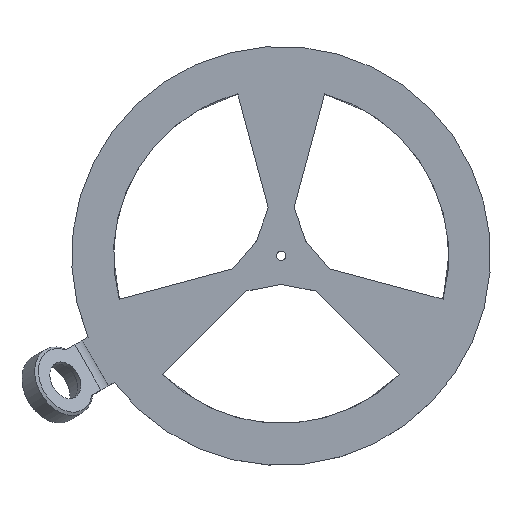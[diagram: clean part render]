
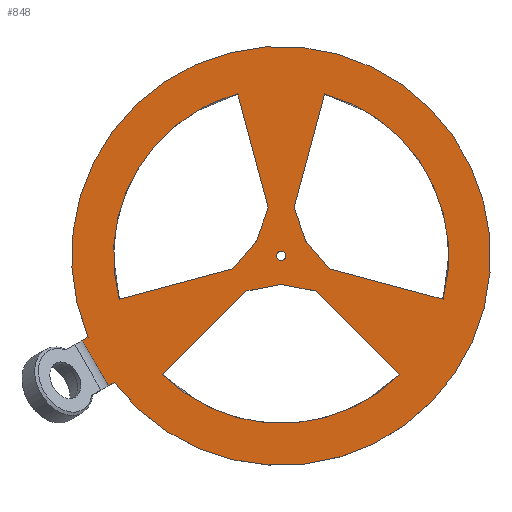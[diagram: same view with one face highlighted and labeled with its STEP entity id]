
A CAD part, top view. The second image highlights one B-rep face of the part: STEP entity #848.
In plain terms, the highlighted planar face has unit normal (0, 0, 1).
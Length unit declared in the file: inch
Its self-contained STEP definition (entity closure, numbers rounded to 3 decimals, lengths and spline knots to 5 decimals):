
#27=FACE_BOUND('',#146,.T.);
#28=FACE_BOUND('',#147,.T.);
#29=FACE_BOUND('',#148,.T.);
#30=FACE_BOUND('',#149,.T.);
#56=PLANE('',#943);
#97=FACE_OUTER_BOUND('',#145,.T.);
#145=EDGE_LOOP('',(#754,#755,#756,#757));
#146=EDGE_LOOP('',(#758));
#147=EDGE_LOOP('',(#759,#760,#761,#762,#763,#764,#765));
#148=EDGE_LOOP('',(#766,#767,#768,#769,#770,#771));
#149=EDGE_LOOP('',(#772,#773,#774,#775,#776,#777));
#165=LINE('',#1239,#243);
#179=LINE('',#1305,#257);
#189=LINE('',#1339,#267);
#192=LINE('',#1345,#270);
#194=LINE('',#1350,#272);
#198=LINE('',#1357,#276);
#201=LINE('',#1363,#279);
#203=LINE('',#1368,#281);
#207=LINE('',#1375,#285);
#210=LINE('',#1381,#288);
#211=LINE('',#1384,#289);
#219=LINE('',#1412,#297);
#220=LINE('',#1414,#298);
#222=LINE('',#1418,#300);
#224=LINE('',#1422,#302);
#243=VECTOR('',#980,0.3937);
#257=VECTOR('',#1048,0.3937);
#267=VECTOR('',#1078,0.3937);
#270=VECTOR('',#1083,0.3937);
#272=VECTOR('',#1087,0.3937);
#276=VECTOR('',#1093,0.3937);
#279=VECTOR('',#1098,0.3937);
#281=VECTOR('',#1102,0.3937);
#285=VECTOR('',#1108,0.3937);
#288=VECTOR('',#1113,0.3937);
#289=VECTOR('',#1116,0.3937);
#297=VECTOR('',#1148,0.3937);
#298=VECTOR('',#1151,0.3937);
#300=VECTOR('',#1157,0.3937);
#302=VECTOR('',#1163,0.3937);
#330=CIRCLE('',#901,0.04331);
#334=CIRCLE('',#907,0.276);
#336=CIRCLE('',#909,0.276);
#338=CIRCLE('',#911,0.276);
#340=CIRCLE('',#923,1.6);
#342=CIRCLE('',#925,1.6);
#344=CIRCLE('',#927,1.6);
#346=CIRCLE('',#929,1.6);
#347=CIRCLE('',#931,2.);
#367=VERTEX_POINT('',#1236);
#368=VERTEX_POINT('',#1238);
#382=VERTEX_POINT('',#1293);
#386=VERTEX_POINT('',#1302);
#387=VERTEX_POINT('',#1304);
#391=VERTEX_POINT('',#1314);
#393=VERTEX_POINT('',#1319);
#394=VERTEX_POINT('',#1321);
#397=VERTEX_POINT('',#1327);
#398=VERTEX_POINT('',#1329);
#401=VERTEX_POINT('',#1337);
#403=VERTEX_POINT('',#1343);
#405=VERTEX_POINT('',#1349);
#407=VERTEX_POINT('',#1355);
#409=VERTEX_POINT('',#1361);
#411=VERTEX_POINT('',#1367);
#413=VERTEX_POINT('',#1373);
#415=VERTEX_POINT('',#1379);
#416=VERTEX_POINT('',#1383);
#417=VERTEX_POINT('',#1387);
#419=VERTEX_POINT('',#1392);
#421=VERTEX_POINT('',#1397);
#423=VERTEX_POINT('',#1402);
#424=VERTEX_POINT('',#1406);
#450=EDGE_CURVE('',#368,#367,#165,.T.);
#475=EDGE_CURVE('',#382,#382,#330,.T.);
#480=EDGE_CURVE('',#386,#387,#179,.T.);
#486=EDGE_CURVE('',#386,#391,#334,.T.);
#489=EDGE_CURVE('',#394,#393,#336,.T.);
#493=EDGE_CURVE('',#398,#397,#338,.T.);
#498=EDGE_CURVE('',#401,#391,#189,.T.);
#501=EDGE_CURVE('',#401,#403,#192,.T.);
#503=EDGE_CURVE('',#398,#405,#194,.T.);
#507=EDGE_CURVE('',#407,#397,#198,.T.);
#510=EDGE_CURVE('',#407,#409,#201,.T.);
#512=EDGE_CURVE('',#394,#411,#203,.T.);
#516=EDGE_CURVE('',#413,#393,#207,.T.);
#519=EDGE_CURVE('',#413,#415,#210,.T.);
#520=EDGE_CURVE('',#367,#416,#211,.T.);
#523=EDGE_CURVE('',#409,#417,#340,.T.);
#526=EDGE_CURVE('',#415,#419,#342,.T.);
#529=EDGE_CURVE('',#403,#421,#344,.T.);
#532=EDGE_CURVE('',#417,#423,#346,.T.);
#533=EDGE_CURVE('',#424,#368,#347,.T.);
#536=EDGE_CURVE('',#416,#424,#219,.T.);
#537=EDGE_CURVE('',#405,#423,#220,.T.);
#539=EDGE_CURVE('',#411,#419,#222,.T.);
#541=EDGE_CURVE('',#387,#421,#224,.T.);
#754=ORIENTED_EDGE('',*,*,#520,.T.);
#755=ORIENTED_EDGE('',*,*,#536,.T.);
#756=ORIENTED_EDGE('',*,*,#533,.T.);
#757=ORIENTED_EDGE('',*,*,#450,.T.);
#758=ORIENTED_EDGE('',*,*,#475,.T.);
#759=ORIENTED_EDGE('',*,*,#503,.F.);
#760=ORIENTED_EDGE('',*,*,#493,.T.);
#761=ORIENTED_EDGE('',*,*,#507,.F.);
#762=ORIENTED_EDGE('',*,*,#510,.T.);
#763=ORIENTED_EDGE('',*,*,#523,.T.);
#764=ORIENTED_EDGE('',*,*,#532,.T.);
#765=ORIENTED_EDGE('',*,*,#537,.F.);
#766=ORIENTED_EDGE('',*,*,#489,.T.);
#767=ORIENTED_EDGE('',*,*,#516,.F.);
#768=ORIENTED_EDGE('',*,*,#519,.T.);
#769=ORIENTED_EDGE('',*,*,#526,.T.);
#770=ORIENTED_EDGE('',*,*,#539,.F.);
#771=ORIENTED_EDGE('',*,*,#512,.F.);
#772=ORIENTED_EDGE('',*,*,#529,.T.);
#773=ORIENTED_EDGE('',*,*,#541,.F.);
#774=ORIENTED_EDGE('',*,*,#480,.F.);
#775=ORIENTED_EDGE('',*,*,#486,.T.);
#776=ORIENTED_EDGE('',*,*,#498,.F.);
#777=ORIENTED_EDGE('',*,*,#501,.T.);
#848=ADVANCED_FACE('',(#97,#27,#28,#29,#30),#56,.T.);
#901=AXIS2_PLACEMENT_3D('',#1294,#1039,#1040);
#907=AXIS2_PLACEMENT_3D('',#1316,#1058,#1059);
#909=AXIS2_PLACEMENT_3D('',#1322,#1063,#1064);
#911=AXIS2_PLACEMENT_3D('',#1330,#1069,#1070);
#923=AXIS2_PLACEMENT_3D('',#1389,#1121,#1122);
#925=AXIS2_PLACEMENT_3D('',#1394,#1126,#1127);
#927=AXIS2_PLACEMENT_3D('',#1399,#1131,#1132);
#929=AXIS2_PLACEMENT_3D('',#1404,#1136,#1137);
#931=AXIS2_PLACEMENT_3D('',#1407,#1140,#1141);
#943=AXIS2_PLACEMENT_3D('',#1434,#1175,#1176);
#980=DIRECTION('',(-0.866,-0.5,0.));
#1039=DIRECTION('center_axis',(0.,0.,-1.));
#1040=DIRECTION('ref_axis',(-0.5,0.866,0.));
#1048=DIRECTION('',(0.651,-0.759,0.));
#1058=DIRECTION('center_axis',(0.,0.,1.));
#1059=DIRECTION('ref_axis',(0.5,-0.866,0.));
#1063=DIRECTION('center_axis',(0.,0.,1.));
#1064=DIRECTION('ref_axis',(0.5,-0.866,0.));
#1069=DIRECTION('center_axis',(0.,0.,1.));
#1070=DIRECTION('ref_axis',(0.5,-0.866,0.));
#1078=DIRECTION('',(0.332,-0.943,0.));
#1083=DIRECTION('',(0.259,0.966,0.));
#1087=DIRECTION('',(0.332,0.943,0.));
#1093=DIRECTION('',(0.651,0.759,0.));
#1098=DIRECTION('',(-0.966,-0.259,0.));
#1102=DIRECTION('',(-0.983,-0.184,0.));
#1108=DIRECTION('',(-0.983,0.184,0.));
#1113=DIRECTION('',(0.707,-0.707,0.));
#1116=DIRECTION('',(0.5,-0.866,0.));
#1121=DIRECTION('center_axis',(0.,0.,-1.));
#1122=DIRECTION('ref_axis',(0.5,-0.866,0.));
#1126=DIRECTION('center_axis',(0.,0.,-1.));
#1127=DIRECTION('ref_axis',(0.5,-0.866,0.));
#1131=DIRECTION('center_axis',(0.,0.,-1.));
#1132=DIRECTION('ref_axis',(0.5,-0.866,0.));
#1136=DIRECTION('center_axis',(0.,0.,-1.));
#1137=DIRECTION('ref_axis',(0.5,-0.866,0.));
#1140=DIRECTION('center_axis',(0.,0.,1.));
#1141=DIRECTION('ref_axis',(-0.797,-0.604,0.));
#1148=DIRECTION('',(0.866,0.5,0.));
#1151=DIRECTION('',(-0.259,0.966,0.));
#1157=DIRECTION('',(-0.707,-0.707,0.));
#1163=DIRECTION('',(0.966,-0.259,0.));
#1175=DIRECTION('center_axis',(0.,0.,1.));
#1176=DIRECTION('ref_axis',(0.5,-0.866,0.));
#1236=CARTESIAN_POINT('',(-1.90035,-0.80849,5.138));
#1238=CARTESIAN_POINT('',(-1.84347,-0.77565,5.138));
#1239=CARTESIAN_POINT('',(-1.84347,-0.77565,5.138));
#1293=CARTESIAN_POINT('',(0.02165,-0.03751,5.138));
#1294=CARTESIAN_POINT('Origin',(0.,0.,5.138));
#1302=CARTESIAN_POINT('',(0.24485,0.12738,5.138));
#1304=CARTESIAN_POINT('',(0.45978,-0.1232,5.138));
#1305=CARTESIAN_POINT('',(0.27816,0.08854,5.138));
#1314=CARTESIAN_POINT('',(0.23274,0.14835,5.138));
#1316=CARTESIAN_POINT('Origin',(0.,0.,
5.138));
#1319=CARTESIAN_POINT('',(0.01211,-0.27573,5.138));
#1321=CARTESIAN_POINT('',(-0.01211,-0.27573,5.138));
#1322=CARTESIAN_POINT('Origin',(0.,0.,
5.138));
#1327=CARTESIAN_POINT('',(-0.24485,0.12738,5.138));
#1329=CARTESIAN_POINT('',(-0.23274,0.14835,5.138));
#1330=CARTESIAN_POINT('Origin',(0.,0.,
5.138));
#1337=CARTESIAN_POINT('',(0.1232,0.45978,5.138));
#1339=CARTESIAN_POINT('',(0.21576,0.19663,5.138));
#1343=CARTESIAN_POINT('',(0.41411,1.54548,5.138));
#1345=CARTESIAN_POINT('',(0.07143,0.2666,5.138));
#1349=CARTESIAN_POINT('',(-0.1232,0.45978,5.138));
#1350=CARTESIAN_POINT('',(-0.21576,0.19663,5.138));
#1355=CARTESIAN_POINT('',(-0.45978,-0.1232,5.138));
#1357=CARTESIAN_POINT('',(-0.27816,0.08854,5.138));
#1361=CARTESIAN_POINT('',(-1.54548,-0.41411,5.138));
#1363=CARTESIAN_POINT('',(-0.2666,-0.07143,5.138));
#1367=CARTESIAN_POINT('',(-0.33658,-0.33658,5.138));
#1368=CARTESIAN_POINT('',(-0.0624,-0.28517,5.138));
#1373=CARTESIAN_POINT('',(0.33658,-0.33658,5.138));
#1375=CARTESIAN_POINT('',(0.0624,-0.28517,5.138));
#1379=CARTESIAN_POINT('',(1.13137,-1.13137,5.138));
#1381=CARTESIAN_POINT('',(0.19516,-0.19516,5.138));
#1383=CARTESIAN_POINT('',(-1.65035,-1.24151,5.138));
#1384=CARTESIAN_POINT('',(-1.83785,-0.91675,5.138));
#1387=CARTESIAN_POINT('',(-0.8,1.38564,5.138));
#1389=CARTESIAN_POINT('Origin',(0.,0.,5.138));
#1392=CARTESIAN_POINT('',(-1.13137,-1.13137,5.138));
#1394=CARTESIAN_POINT('Origin',(0.,0.,5.138));
#1397=CARTESIAN_POINT('',(1.54548,-0.41411,5.138));
#1399=CARTESIAN_POINT('Origin',(0.,0.,5.138));
#1402=CARTESIAN_POINT('',(-0.41411,1.54548,5.138));
#1404=CARTESIAN_POINT('Origin',(0.,0.,5.138));
#1406=CARTESIAN_POINT('',(-1.59347,-1.20866,5.138));
#1407=CARTESIAN_POINT('Origin',(0.,0.,5.138));
#1412=CARTESIAN_POINT('',(-1.86686,-1.36651,5.138));
#1414=CARTESIAN_POINT('',(-0.07143,0.2666,5.138));
#1418=CARTESIAN_POINT('',(-0.19516,-0.19516,5.138));
#1422=CARTESIAN_POINT('',(0.2666,-0.07143,5.138));
#1434=CARTESIAN_POINT('Origin',(0.,0.,
5.138));
